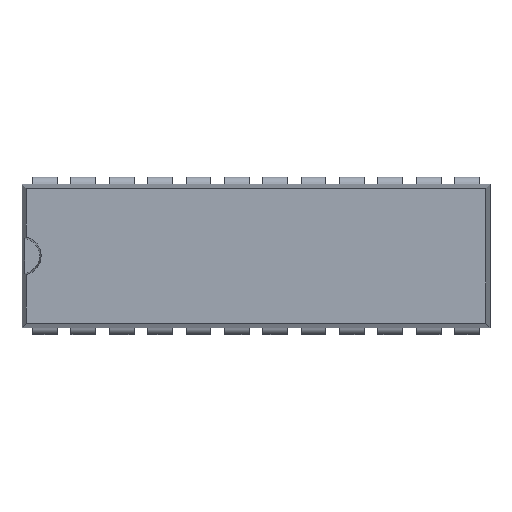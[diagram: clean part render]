
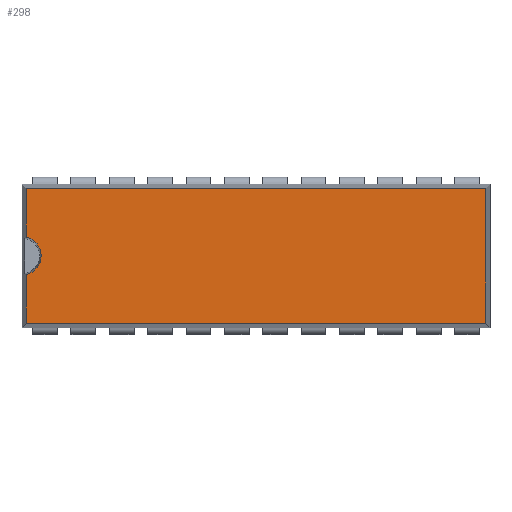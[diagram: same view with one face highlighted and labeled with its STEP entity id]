
A CAD part, top view. The second image highlights one B-rep face of the part: STEP entity #298.
In plain terms, the highlighted planar face has unit normal (0, 0, 1).
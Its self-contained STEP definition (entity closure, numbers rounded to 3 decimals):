
#298=ADVANCED_FACE('',(#5436),#5438,.T.);
#5436=FACE_BOUND('',#5437,.T.);
#5437=EDGE_LOOP('',(#9244,#9245,#9246,#9247,#9248,#9249));
#5438=PLANE('',#5439);
#5439=AXIS2_PLACEMENT_3D('',#5440,#5441,#5442);
#5440=CARTESIAN_POINT('',(0.,0.,5.33));
#5441=DIRECTION('',(0.,0.,1.));
#5442=DIRECTION('',(1.,0.,0.));
#9244=ORIENTED_EDGE('',*,*,#11808,.T.);
#9245=ORIENTED_EDGE('',*,*,#11809,.T.);
#9246=ORIENTED_EDGE('',*,*,#11810,.T.);
#9247=ORIENTED_EDGE('',*,*,#11811,.T.);
#9248=ORIENTED_EDGE('',*,*,#11812,.T.);
#9249=ORIENTED_EDGE('',*,*,#11813,.T.);
#11808=EDGE_CURVE('',#13090,#13091,#13092,.F.);
#11809=EDGE_CURVE('',#13091,#13093,#13094,.T.);
#11810=EDGE_CURVE('',#13093,#13095,#13096,.T.);
#11811=EDGE_CURVE('',#13095,#13097,#13098,.T.);
#11812=EDGE_CURVE('',#13097,#13099,#13100,.T.);
#11813=EDGE_CURVE('',#13099,#13090,#13101,.T.);
#13090=VERTEX_POINT('',#15160);
#13091=VERTEX_POINT('',#15161);
#13092=CIRCLE('',#15162,1.27);
#13093=VERTEX_POINT('',#15166);
#13094=LINE('',#15167,#15168);
#13095=VERTEX_POINT('',#15170);
#13096=LINE('',#15171,#15172);
#13097=VERTEX_POINT('',#15174);
#13098=LINE('',#15175,#15176);
#13099=VERTEX_POINT('',#15178);
#13100=LINE('',#15179,#15180);
#13101=LINE('',#15182,#15183);
#15160=CARTESIAN_POINT('',(-1.236,6.317,5.33));
#15161=CARTESIAN_POINT('',(-1.236,3.843,5.33));
#15162=AXIS2_PLACEMENT_3D('',#15163,#15164,#15165);
#15163=CARTESIAN_POINT('',(-1.525,5.08,5.33));
#15164=DIRECTION('',(0.,0.,1.));
#15165=DIRECTION('',(0.227,-0.974,0.));
#15166=CARTESIAN_POINT('',(-1.236,0.619,5.33));
#15167=CARTESIAN_POINT('',(-1.236,3.843,5.33));
#15168=VECTOR('',#15169,1.);
#15169=DIRECTION('',(0.,-1.,0.));
#15170=CARTESIAN_POINT('',(29.176,0.619,5.33));
#15171=CARTESIAN_POINT('',(-1.236,0.619,5.33));
#15172=VECTOR('',#15173,1.);
#15173=DIRECTION('',(1.,0.,0.));
#15174=CARTESIAN_POINT('',(29.176,9.541,5.33));
#15175=CARTESIAN_POINT('',(29.176,0.619,5.33));
#15176=VECTOR('',#15177,1.);
#15177=DIRECTION('',(0.,1.,0.));
#15178=CARTESIAN_POINT('',(-1.236,9.541,5.33));
#15179=CARTESIAN_POINT('',(29.176,9.541,5.33));
#15180=VECTOR('',#15181,1.);
#15181=DIRECTION('',(-1.,0.,0.));
#15182=CARTESIAN_POINT('',(-1.236,9.541,5.33));
#15183=VECTOR('',#15184,1.);
#15184=DIRECTION('',(0.,-1.,0.));
